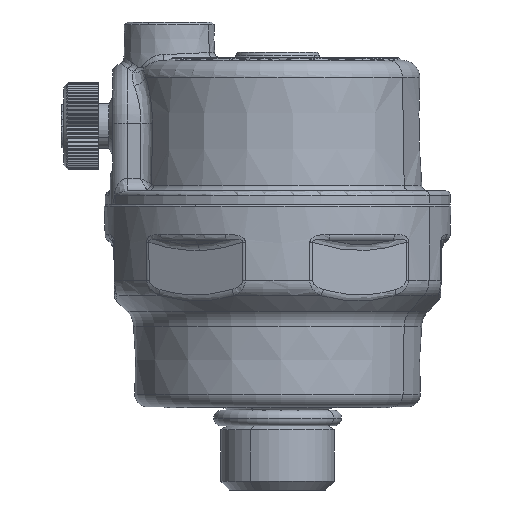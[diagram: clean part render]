
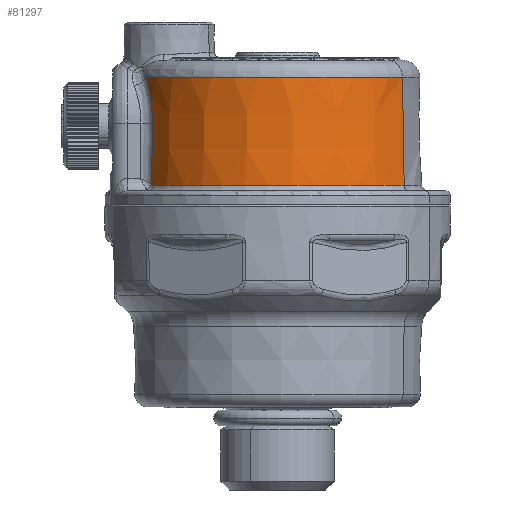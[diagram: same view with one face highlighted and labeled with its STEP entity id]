
A CAD part, left-side view. The second image highlights one B-rep face of the part: STEP entity #81297.
In plain terms, the highlighted conical face has half-angle 1 degrees and reference radius 16.388 mm.
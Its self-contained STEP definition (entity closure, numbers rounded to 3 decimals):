
#79801=CARTESIAN_POINT('Vertex',(-7.977,53.774,70.988)) ;
#79863=CARTESIAN_POINT('Vertex',(-7.873,53.964,83.402)) ;
#80123=CARTESIAN_POINT('Vertex',(-8.468,82.697,70.988)) ;
#80133=CARTESIAN_POINT('Axis2P3D Location',(0.,68.375,70.988)) ;
#80339=CARTESIAN_POINT('Control Point',(-8.468,82.697,70.988)) ;
#80340=CARTESIAN_POINT('Control Point',(-8.434,82.717,70.988)) ;
#80341=CARTESIAN_POINT('Control Point',(-8.401,82.736,70.99)) ;
#80342=CARTESIAN_POINT('Control Point',(-8.367,82.756,70.993)) ;
#80343=CARTESIAN_POINT('Control Point',(-8.301,82.794,71.005)) ;
#80344=CARTESIAN_POINT('Control Point',(-8.235,82.831,71.024)) ;
#80345=CARTESIAN_POINT('Control Point',(-8.202,82.85,71.036)) ;
#80346=CARTESIAN_POINT('Control Point',(-8.163,82.871,71.052)) ;
#80347=CARTESIAN_POINT('Control Point',(-8.124,82.893,71.072)) ;
#80348=CARTESIAN_POINT('Control Point',(-8.118,82.896,71.075)) ;
#80349=CARTESIAN_POINT('Control Point',(-8.112,82.9,71.079)) ;
#80350=CARTESIAN_POINT('Control Point',(-8.105,82.903,71.082)) ;
#80351=CARTESIAN_POINT('Vertex',(-8.105,82.903,71.082)) ;
#80579=CARTESIAN_POINT('Axis2P3D Location',(0.,68.375,85.3)) ;
#80591=CARTESIAN_POINT('Line Origine',(-7.92,53.878,77.8)) ;
#81248=CARTESIAN_POINT('Vertex',(-6.247,83.562,83.402)) ;
#81251=CARTESIAN_POINT('Axis2P3D Location',(0.,68.375,83.402)) ;
#81265=CARTESIAN_POINT('Control Point',(-6.247,83.562,83.402)) ;
#81266=CARTESIAN_POINT('Control Point',(-6.355,83.52,83.254)) ;
#81267=CARTESIAN_POINT('Control Point',(-6.463,83.478,83.098)) ;
#81268=CARTESIAN_POINT('Control Point',(-6.569,83.435,82.934)) ;
#81269=CARTESIAN_POINT('Control Point',(-6.83,83.328,82.51)) ;
#81270=CARTESIAN_POINT('Control Point',(-7.084,83.218,82.019)) ;
#81271=CARTESIAN_POINT('Control Point',(-7.229,83.154,81.705)) ;
#81272=CARTESIAN_POINT('Control Point',(-7.458,83.05,81.144)) ;
#81273=CARTESIAN_POINT('Control Point',(-7.671,82.954,80.427)) ;
#81274=CARTESIAN_POINT('Control Point',(-7.746,82.92,80.137)) ;
#81275=CARTESIAN_POINT('Control Point',(-7.858,82.869,79.615)) ;
#81276=CARTESIAN_POINT('Control Point',(-7.942,82.837,78.962)) ;
#81277=CARTESIAN_POINT('Control Point',(-7.967,82.828,78.697)) ;
#81278=CARTESIAN_POINT('Control Point',(-7.983,82.825,78.413)) ;
#81279=CARTESIAN_POINT('Control Point',(-7.988,82.828,78.126)) ;
#81280=CARTESIAN_POINT('Vertex',(-7.988,82.828,78.126)) ;
#81284=CARTESIAN_POINT('Control Point',(-8.105,82.903,71.082)) ;
#81285=CARTESIAN_POINT('Control Point',(-8.066,82.878,73.43)) ;
#81286=CARTESIAN_POINT('Control Point',(-8.027,82.853,75.778)) ;
#81287=CARTESIAN_POINT('Control Point',(-7.988,82.828,78.126)) ;
#80593=VECTOR('Line Direction',#80592,1.) ;
#80134=DIRECTION('Axis2P3D Direction',(0.,-0.,-1.)) ;
#80580=DIRECTION('Axis2P3D Direction',(0.,0.,-1.)) ;
#80581=DIRECTION('Axis2P3D XDirection',(-0.479,-0.878,0.)) ;
#80592=DIRECTION('Vector Direction',(-0.008,-0.015,-1.)) ;
#81252=DIRECTION('Axis2P3D Direction',(0.,-0.,-1.)) ;
#80135=AXIS2_PLACEMENT_3D('Circle Axis2P3D',#80133,#80134,$) ;
#80582=AXIS2_PLACEMENT_3D('Cone Axis2P3D',#80579,#80580,#80581) ;
#81253=AXIS2_PLACEMENT_3D('Circle Axis2P3D',#81251,#81252,$) ;
#80594=LINE('Line',#80591,#80593) ;
#80136=CIRCLE('generated circle',#80135,16.638) ;
#81254=CIRCLE('generated circle',#81253,16.421) ;
#80583=CONICAL_SURFACE('Cone',#80582,16.388,0.017) ;
#80137=EDGE_CURVE('',#80124,#79802,#80136,.F.) ;
#80353=EDGE_CURVE('',#80124,#80352,#80338,.T.) ;
#80595=EDGE_CURVE('',#79864,#79802,#80594,.T.) ;
#81255=EDGE_CURVE('',#79864,#81249,#81254,.T.) ;
#81282=EDGE_CURVE('',#81281,#81249,#81264,.F.) ;
#81288=EDGE_CURVE('',#80352,#81281,#81283,.T.) ;
#81290=ORIENTED_EDGE('',*,*,#80137,.T.) ;
#81291=ORIENTED_EDGE('',*,*,#80595,.F.) ;
#81292=ORIENTED_EDGE('',*,*,#81255,.T.) ;
#81293=ORIENTED_EDGE('',*,*,#81282,.F.) ;
#81294=ORIENTED_EDGE('',*,*,#81288,.F.) ;
#81295=ORIENTED_EDGE('',*,*,#80353,.F.) ;
#81289=EDGE_LOOP('',(#81290,#81291,#81292,#81293,#81294,#81295)) ;
#79802=VERTEX_POINT('',#79801) ;
#79864=VERTEX_POINT('',#79863) ;
#80124=VERTEX_POINT('',#80123) ;
#80352=VERTEX_POINT('',#80351) ;
#81249=VERTEX_POINT('',#81248) ;
#81281=VERTEX_POINT('',#81280) ;
#81297=ADVANCED_FACE('PartBody',(#81296),#80583,.T.) ;
#80338=B_SPLINE_CURVE_WITH_KNOTS('',5,(#80339,#80340,#80341,#80342,#80343,#80344,#80345,#80346,#80347,#80348,#80349,#80350),.UNSPECIFIED.,.F.,.U.,(6,3,3,6),(8.453,9.668,10.847,11.077),.UNSPECIFIED.) ;
#81264=B_SPLINE_CURVE_WITH_KNOTS('',5,(#81265,#81266,#81267,#81268,#81269,#81270,#81271,#81272,#81273,#81274,#81275,#81276,#81277,#81278,#81279),.UNSPECIFIED.,.F.,.U.,(6,3,3,3,6),(30.443,34.144,39.524,42.669,44.536),.UNSPECIFIED.) ;
#81283=B_SPLINE_CURVE_WITH_KNOTS('',3,(#81284,#81285,#81286,#81287),.UNSPECIFIED.,.F.,.U.,(4,4),(3.649,13.62),.UNSPECIFIED.) ;
#81296=FACE_OUTER_BOUND('',#81289,.T.) ;
